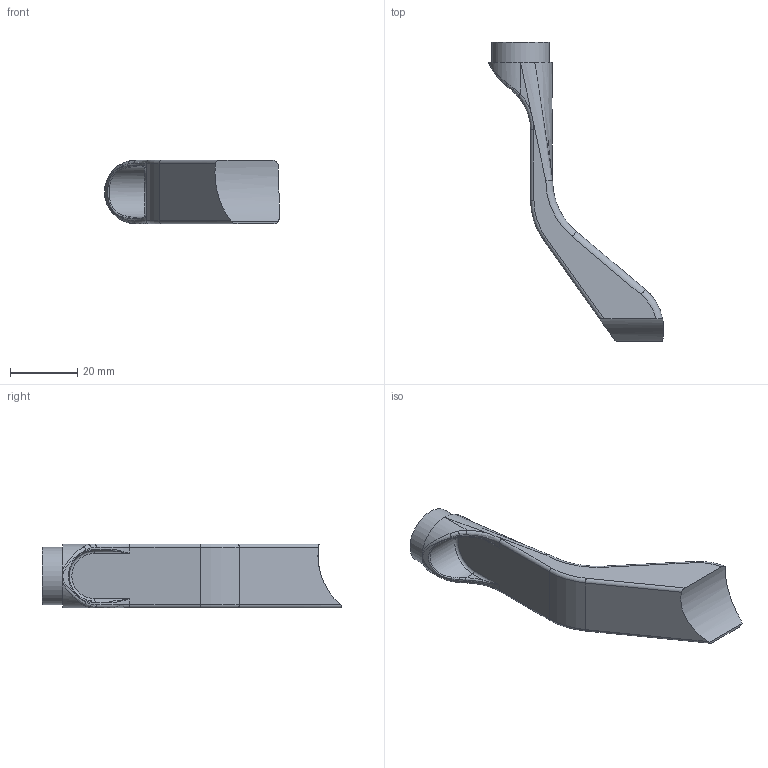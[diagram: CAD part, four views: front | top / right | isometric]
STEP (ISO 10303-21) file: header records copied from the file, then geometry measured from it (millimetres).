
FILE_DESCRIPTION(/* description */ (''),/* implementation_level */ '2;1');
FILE_NAME(/* name */ 'V19 Sidewinder Yoke.step',/* time_stamp */ '2024-07-16T16:23:39-04:00',/* author */ (''),/* organization */ (''),/* preprocessor_version */ 'ST-DEVELOPER v20',/* originating_system */ 'Autodesk Translation Framework v13.14.0.145',/* authorisation */ '');
FILE_SCHEMA (('AUTOMOTIVE_DESIGN { 1 0 10303 214 3 1 1 }'));
Length unit declared in the file: inch
Products named in the file (1): Yoke
Bounding box: 52 x 89 x 19 mm (x, y, z)
Volume: 14099.5 mm3; surface area: 6554.2 mm2
Topology: 1 solids, 1 shells, 104 faces, 244 edges, 138 vertices
Faces by surface type: bspline 34, cylinder 33, plane 22, torus 15
Full cylindrical faces by diameter (mm): 15.5 x1, 17.145 x1
Entity records: 3764 total; most frequent: CARTESIAN_POINT 1506, ORIENTED_EDGE 476, DIRECTION 446, EDGE_CURVE 238, AXIS2_PLACEMENT_3D 188, VERTEX_POINT 138, EDGE_LOOP 106, FACE_OUTER_BOUND 104
